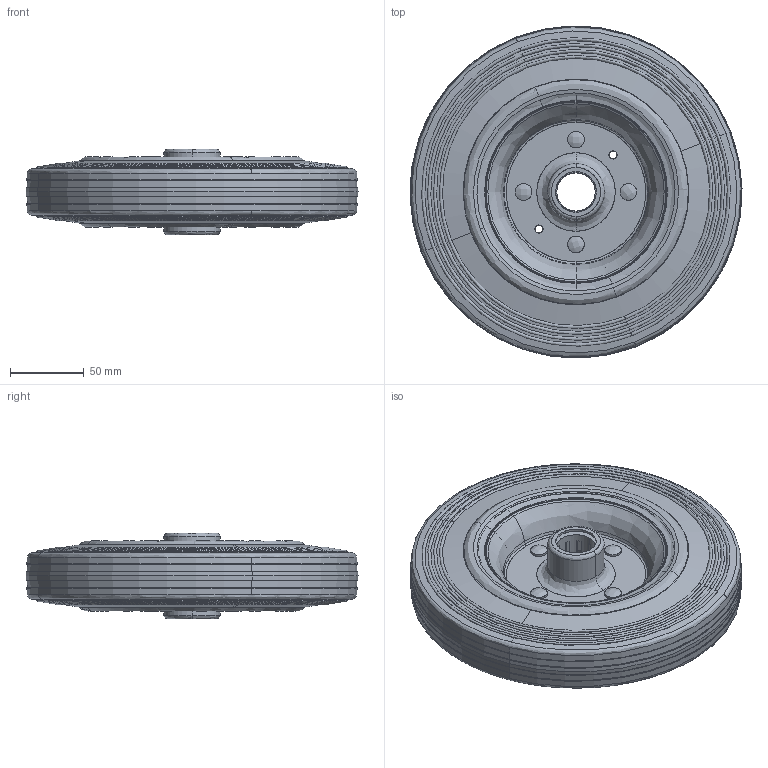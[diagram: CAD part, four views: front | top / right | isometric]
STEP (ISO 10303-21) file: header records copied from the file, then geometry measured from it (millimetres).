
FILE_DESCRIPTION (( 'STEP AP214' ), '1' );
FILE_NAME ('0013256_SGS-225-55-58-R25_neu.STEP', '2016-09-14T13:43:35', ( '' ), ( '' ), 'SwSTEP 2.0', 'SolidWorks 2016', '' );
FILE_SCHEMA (( 'AUTOMOTIVE_DESIGN' ));
Length unit declared in the file: millimetre
Products named in the file (1): 0013256_SGS-225-55-58-R25_neu
Bounding box: 225.05 x 225.05 x 58 mm (x, y, z)
Surface area: 190829.7 mm2 (no closed solid volume)
Topology: 0 solids, 139 shells, 264 faces, 926 edges, 696 vertices
Faces by surface type: bspline 128, cylinder 70, cone 36, plane 30
Entity records: 33339 total; most frequent: CARTESIAN_POINT 22991, DIRECTION 1608, ORIENTED_EDGE 1176, EDGE_CURVE 926, AXIS2_PLACEMENT_3D 729, VERTEX_POINT 696, CIRCLE 592, EDGE_LOOP 334
